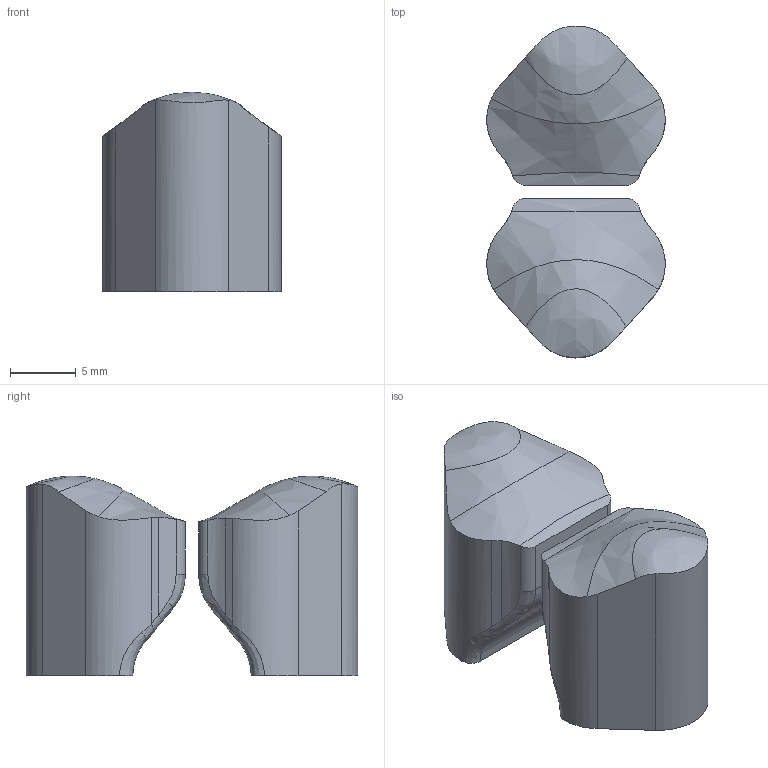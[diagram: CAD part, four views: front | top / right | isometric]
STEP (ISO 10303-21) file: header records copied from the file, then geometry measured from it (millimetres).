
FILE_DESCRIPTION(('FreeCAD Model'),'2;1');
FILE_NAME('sw_base.step', '2017-03-15T15:46:08',('Author'),(''), 'Open CASCADE STEP processor 6.8','FreeCAD','Unknown');
FILE_SCHEMA(('AUTOMOTIVE_DESIGN_CC2 { 1 2 10303 214 -1 1 5 4 }'));
Length unit declared in the file: millimetre
Products named in the file (2): ASSEMBLY; sw_base001
Assembly tree (1 placements, depth 2):
  ASSEMBLY
    sw_base001
Bounding box: 13.55 x 25.18 x 15.15 mm (x, y, z)
Volume: 2995.9 mm3; surface area: 1447.1 mm2
Topology: 2 solids, 2 shells, 60 faces, 148 edges, 92 vertices
Faces by surface type: bspline 24, cylinder 22, plane 14
Entity records: 7571 total; most frequent: CARTESIAN_POINT 6413, ORIENTED_EDGE 296, DIRECTION 148, EDGE_CURVE 148, VERTEX_POINT 92, ADVANCED_FACE 60, FACE_BOUND 60, EDGE_LOOP 60
